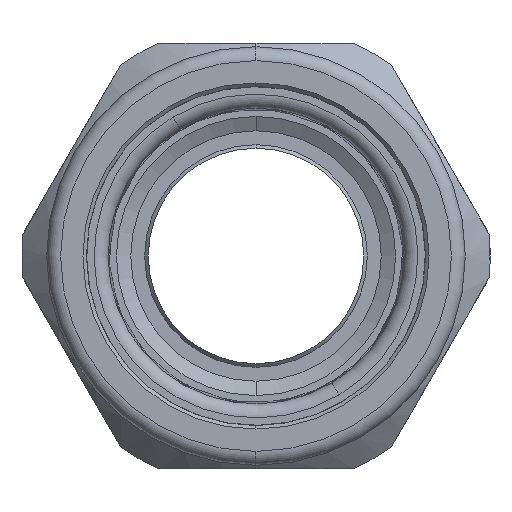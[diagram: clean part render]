
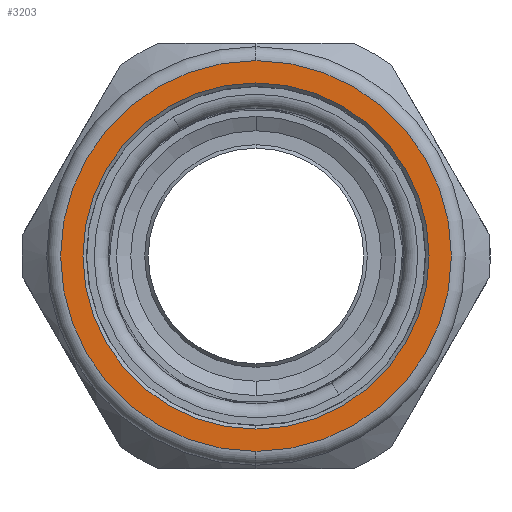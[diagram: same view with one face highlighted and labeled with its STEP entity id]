
A CAD part, left-side view. The second image highlights one B-rep face of the part: STEP entity #3203.
In plain terms, the highlighted planar face has unit normal (-1, 0, 0).
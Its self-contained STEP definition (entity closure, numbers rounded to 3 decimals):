
#73 = EDGE_LOOP ( 'NONE', ( #860, #955 ) ) ;
#126 = EDGE_CURVE ( 'NONE', #1852, #2253, #231, .T. ) ;
#231 = CIRCLE ( 'NONE', #456, 12.4 ) ;
#250 = DIRECTION ( 'NONE',  ( 0., 0., -1. ) ) ;
#267 = EDGE_CURVE ( 'NONE', #1615, #283, #2731, .T. ) ;
#271 = CARTESIAN_POINT ( 'NONE',  ( -35.05, 0., 14. ) ) ;
#283 = VERTEX_POINT ( 'NONE', #2825 ) ;
#286 = PLANE ( 'NONE',  #2732 ) ;
#352 = DIRECTION ( 'NONE',  ( 0., 0., -1. ) ) ;
#456 = AXIS2_PLACEMENT_3D ( 'NONE', #2647, #1089, #2906 ) ;
#568 = EDGE_CURVE ( 'NONE', #283, #1615, #1297, .T. ) ;
#652 = AXIS2_PLACEMENT_3D ( 'NONE', #2894, #1334, #3167 ) ;
#711 = DIRECTION ( 'NONE',  ( -1., 0., 0. ) ) ;
#860 = ORIENTED_EDGE ( 'NONE', *, *, #568, .T. ) ;
#955 = ORIENTED_EDGE ( 'NONE', *, *, #267, .T. ) ;
#984 = AXIS2_PLACEMENT_3D ( 'NONE', #2267, #711, #2526 ) ;
#1037 = EDGE_LOOP ( 'NONE', ( #2434, #2858 ) ) ;
#1089 = DIRECTION ( 'NONE',  ( 1., 0., 0. ) ) ;
#1297 = CIRCLE ( 'NONE', #984, 14. ) ;
#1334 = DIRECTION ( 'NONE',  ( 1., 0., 0. ) ) ;
#1484 = CIRCLE ( 'NONE', #652, 12.4 ) ;
#1560 = CARTESIAN_POINT ( 'NONE',  ( -35.05, 0., 0. ) ) ;
#1597 = CARTESIAN_POINT ( 'NONE',  ( -35.05, 0., 12.4 ) ) ;
#1615 = VERTEX_POINT ( 'NONE', #271 ) ;
#1786 = DIRECTION ( 'NONE',  ( -1., 0., 0. ) ) ;
#1852 = VERTEX_POINT ( 'NONE', #1597 ) ;
#1889 = DIRECTION ( 'NONE',  ( 1., 0., 0. ) ) ;
#2153 = AXIS2_PLACEMENT_3D ( 'NONE', #3347, #1786, #250 ) ;
#2253 = VERTEX_POINT ( 'NONE', #2944 ) ;
#2267 = CARTESIAN_POINT ( 'NONE',  ( -35.05, 0., 0. ) ) ;
#2434 = ORIENTED_EDGE ( 'NONE', *, *, #126, .T. ) ;
#2526 = DIRECTION ( 'NONE',  ( 0., 0., -1. ) ) ;
#2635 = FACE_OUTER_BOUND ( 'NONE', #73, .T. ) ;
#2647 = CARTESIAN_POINT ( 'NONE',  ( -35.05, 0., 0. ) ) ;
#2731 = CIRCLE ( 'NONE', #2153, 14. ) ;
#2732 = AXIS2_PLACEMENT_3D ( 'NONE', #1560, #1889, #352 ) ;
#2825 = CARTESIAN_POINT ( 'NONE',  ( -35.05, 0., -14. ) ) ;
#2858 = ORIENTED_EDGE ( 'NONE', *, *, #3081, .T. ) ;
#2894 = CARTESIAN_POINT ( 'NONE',  ( -35.05, 0., 0. ) ) ;
#2906 = DIRECTION ( 'NONE',  ( 0., 0., -1. ) ) ;
#2944 = CARTESIAN_POINT ( 'NONE',  ( -35.05, 0., -12.4 ) ) ;
#3081 = EDGE_CURVE ( 'NONE', #2253, #1852, #1484, .T. ) ;
#3167 = DIRECTION ( 'NONE',  ( 0., 0., -1. ) ) ;
#3203 = ADVANCED_FACE ( 'NONE', ( #3327, #2635 ), #286, .F. ) ;
#3327 = FACE_BOUND ( 'NONE', #1037, .T. ) ;
#3347 = CARTESIAN_POINT ( 'NONE',  ( -35.05, 0., 0. ) ) ;
